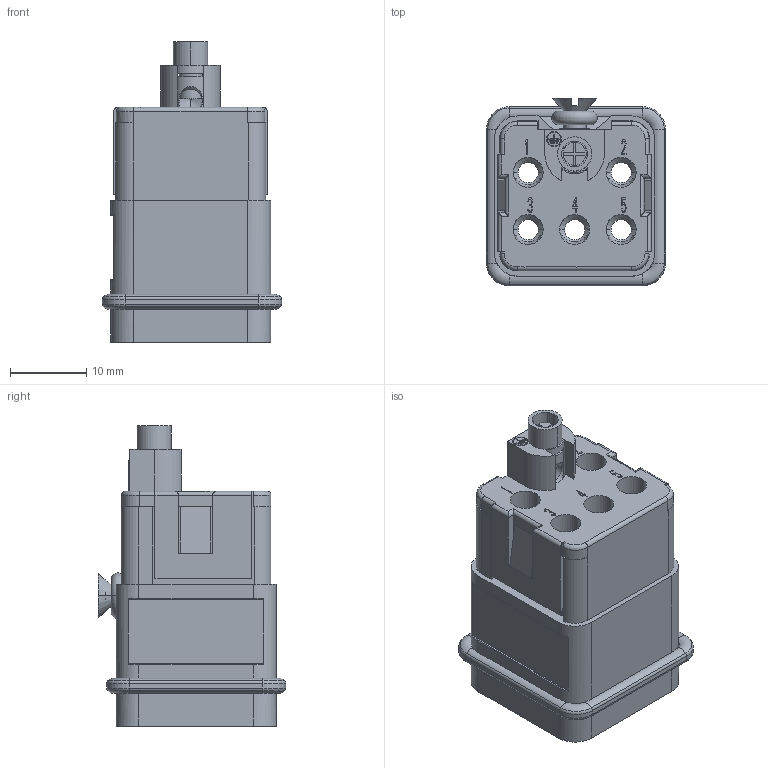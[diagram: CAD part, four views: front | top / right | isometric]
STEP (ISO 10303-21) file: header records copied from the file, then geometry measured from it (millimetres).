
FILE_DESCRIPTION((''),'2;1');
FILE_NAME('07252_REF','2017-09-14T',('tl.yang'),(''),'PRO/ENGINEER BY PARAMETRIC TECHNOLOGY CORPORATION, 2011500','PRO/ENGINEER BY PARAMETRIC TECHNOLOGY CORPORATION, 2011500','');
FILE_SCHEMA(('CONFIG_CONTROL_DESIGN'));
Length unit declared in the file: millimetre
Products named in the file (1): 07252_REF
Bounding box: 23.5 x 24.61 x 39.4 mm (x, y, z)
Volume: 7625.4 mm3; surface area: 8212.3 mm2
Topology: 1 solids, 4 shells, 833 faces, 2305 edges, 1492 vertices
Faces by surface type: plane 563, cylinder 165, torus 50, cone 42, bspline 11, sphere 2
Entity records: 27841 total; most frequent: CARTESIAN_POINT 6449, ORIENTED_EDGE 4596, DIRECTION 4256, EDGE_CURVE 2298, VECTOR 1656, LINE 1656, VERTEX_POINT 1490, AXIS2_PLACEMENT_3D 1300
